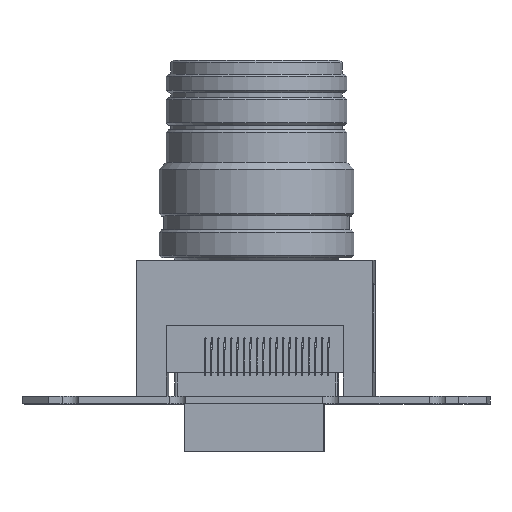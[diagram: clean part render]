
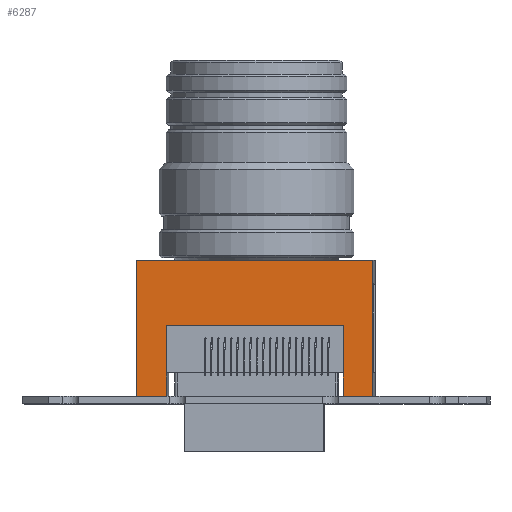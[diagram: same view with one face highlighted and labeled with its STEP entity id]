
A CAD part, top view. The second image highlights one B-rep face of the part: STEP entity #6287.
In plain terms, the highlighted face is planar.
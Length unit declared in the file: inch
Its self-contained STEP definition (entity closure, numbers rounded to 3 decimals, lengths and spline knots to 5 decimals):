
#386=LINE('',#15592,#762);
#391=LINE('',#15601,#767);
#395=LINE('',#15633,#771);
#399=LINE('',#15641,#775);
#400=LINE('',#15644,#776);
#403=LINE('',#15650,#779);
#404=LINE('',#15652,#780);
#405=LINE('',#15653,#781);
#762=VECTOR('',#8753,0.3937);
#767=VECTOR('',#8760,0.3937);
#771=VECTOR('',#8798,0.3937);
#775=VECTOR('',#8806,0.3937);
#776=VECTOR('',#8809,0.3937);
#779=VECTOR('',#8814,0.3937);
#780=VECTOR('',#8815,0.3937);
#781=VECTOR('',#8816,0.3937);
#1706=FACE_OUTER_BOUND('',#2229,.T.);
#2229=EDGE_LOOP('',(#5394,#5395,#5396,#5397,#5398,#5399,#5400,#5401));
#3165=VERTEX_POINT('',#15589);
#3166=VERTEX_POINT('',#15591);
#3169=VERTEX_POINT('',#15599);
#3180=VERTEX_POINT('',#15631);
#3182=VERTEX_POINT('',#15639);
#3183=VERTEX_POINT('',#15643);
#3185=VERTEX_POINT('',#15649);
#3186=VERTEX_POINT('',#15651);
#3931=EDGE_CURVE('',#3166,#3165,#386,.T.);
#3936=EDGE_CURVE('',#3165,#3169,#391,.T.);
#3948=EDGE_CURVE('',#3169,#3180,#395,.T.);
#3952=EDGE_CURVE('',#3182,#3180,#399,.T.);
#3953=EDGE_CURVE('',#3166,#3183,#400,.T.);
#3956=EDGE_CURVE('',#3185,#3182,#403,.T.);
#3957=EDGE_CURVE('',#3186,#3185,#404,.T.);
#3958=EDGE_CURVE('',#3183,#3186,#405,.T.);
#5394=ORIENTED_EDGE('',*,*,#3931,.T.);
#5395=ORIENTED_EDGE('',*,*,#3936,.T.);
#5396=ORIENTED_EDGE('',*,*,#3948,.T.);
#5397=ORIENTED_EDGE('',*,*,#3952,.F.);
#5398=ORIENTED_EDGE('',*,*,#3956,.F.);
#5399=ORIENTED_EDGE('',*,*,#3957,.F.);
#5400=ORIENTED_EDGE('',*,*,#3958,.F.);
#5401=ORIENTED_EDGE('',*,*,#3953,.F.);
#5934=PLANE('',#7168);
#6287=ADVANCED_FACE('',(#1706),#5934,.T.);
#7168=AXIS2_PLACEMENT_3D('',#15648,#8812,#8813);
#8753=DIRECTION('',(0.,1.,0.));
#8760=DIRECTION('',(1.,0.,0.));
#8798=DIRECTION('',(0.,-1.,0.));
#8806=DIRECTION('',(-1.,0.,0.));
#8809=DIRECTION('',(-1.,0.,0.));
#8812=DIRECTION('center_axis',(0.,0.,1.));
#8813=DIRECTION('ref_axis',(0.,-1.,0.));
#8814=DIRECTION('',(0.,-1.,0.));
#8815=DIRECTION('',(1.,0.,0.));
#8816=DIRECTION('',(0.,1.,0.));
#15589=CARTESIAN_POINT('',(-0.75,0.6,1.));
#15591=CARTESIAN_POINT('',(-0.75,0.,1.));
#15592=CARTESIAN_POINT('',(-0.75,0.5765,1.));
#15599=CARTESIAN_POINT('',(0.75,0.6,1.));
#15601=CARTESIAN_POINT('',(0.,0.6,1.));
#15631=CARTESIAN_POINT('',(0.75,0.,1.));
#15633=CARTESIAN_POINT('',(0.75,0.5765,1.));
#15639=CARTESIAN_POINT('',(1.,0.,1.));
#15641=CARTESIAN_POINT('',(0.,0.,1.));
#15643=CARTESIAN_POINT('',(-1.,0.,1.));
#15644=CARTESIAN_POINT('',(0.,0.,1.));
#15648=CARTESIAN_POINT('Origin',(0.,1.153,1.));
#15649=CARTESIAN_POINT('',(1.,1.153,1.));
#15650=CARTESIAN_POINT('',(1.,1.153,1.));
#15651=CARTESIAN_POINT('',(-1.,1.153,1.));
#15652=CARTESIAN_POINT('',(0.,1.153,1.));
#15653=CARTESIAN_POINT('',(-1.,0.2,1.));
